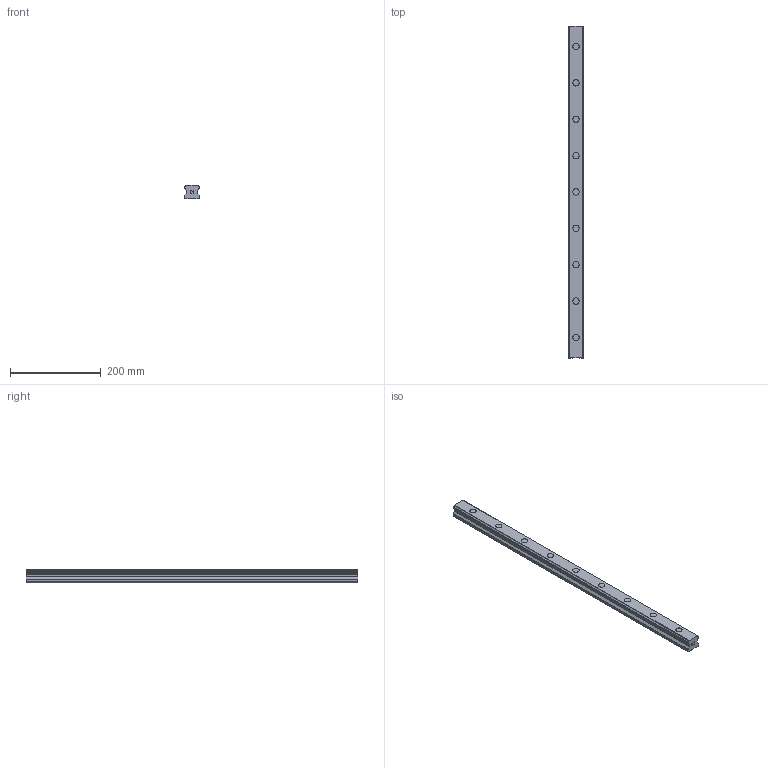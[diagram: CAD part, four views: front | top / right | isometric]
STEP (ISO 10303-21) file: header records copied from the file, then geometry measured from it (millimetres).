
FILE_DESCRIPTION(('STEP AP214'),'1');
FILE_NAME('cctmp_64F9C892-C26A-4982-A1FE-38D7E16696B4_2020_7_6_15_11_59_379..stp','2020-07-06T13:11:59',('HIWIN GmbH'),('CADClick - www.CADClick.com'),'Spatial InterOp 3D',' ','unknown authorization');
FILE_SCHEMA(('AUTOMOTIVE_DESIGN'));
Length unit declared in the file: millimetre
Products named in the file (1): HGR35R730H_FILE
Bounding box: 34 x 730 x 29 mm (x, y, z)
Volume: 596889 mm3; surface area: 106865.6 mm2
Topology: 1 solids, 1 shells, 196 faces, 489 edges, 326 vertices
Faces by surface type: plane 120, cylinder 76
Entity records: 7457 total; most frequent: DIRECTION 1035, CARTESIAN_POINT 1012, ORIENTED_EDGE 978, EDGE_CURVE 489, AXIS2_PLACEMENT_3D 349, LINE 337, VECTOR 337, VERTEX_POINT 326
